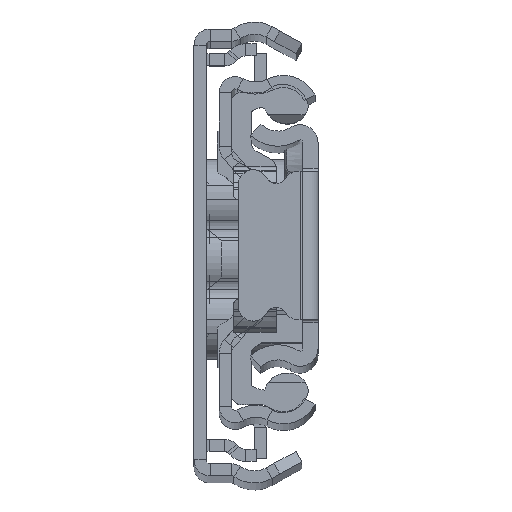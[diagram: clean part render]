
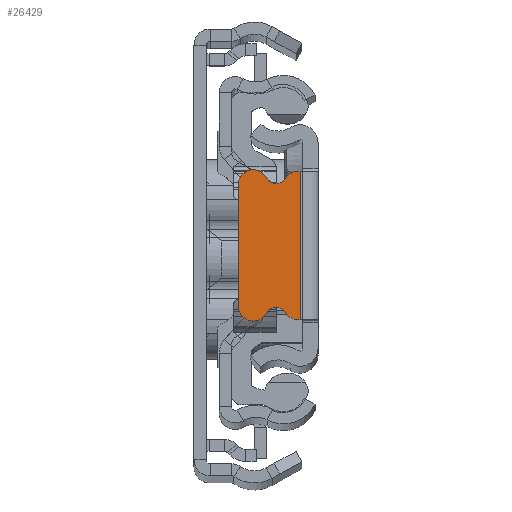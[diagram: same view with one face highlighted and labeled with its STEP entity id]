
A CAD part, top view. The second image highlights one B-rep face of the part: STEP entity #26429.
In plain terms, the highlighted planar face has unit normal (0, 0, 1).
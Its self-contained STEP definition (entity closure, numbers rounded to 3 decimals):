
#265 = CARTESIAN_POINT ( 'NONE',  ( -6.429, -6., 0. ) ) ;
#765 = VERTEX_POINT ( 'NONE', #18013 ) ;
#1453 = ORIENTED_EDGE ( 'NONE', *, *, #3274, .T. ) ;
#1896 = VERTEX_POINT ( 'NONE', #3809 ) ;
#3274 = EDGE_CURVE ( 'NONE', #25383, #1896, #6620, .T. ) ;
#3325 = DIRECTION ( 'NONE',  ( 0., 0., 1. ) ) ;
#3459 = EDGE_CURVE ( 'NONE', #21372, #25383, #9069, .T. ) ;
#3588 = DIRECTION ( 'NONE',  ( 1., 0., 0. ) ) ;
#3734 = CARTESIAN_POINT ( 'NONE',  ( -1.75, -7.37, 0. ) ) ;
#3809 = CARTESIAN_POINT ( 'NONE',  ( -7.929, 6., 0. ) ) ;
#4156 = CARTESIAN_POINT ( 'NONE',  ( -3.206, 6.658, 0. ) ) ;
#4302 = EDGE_CURVE ( 'NONE', #26446, #6731, #18970, .T. ) ;
#4485 = ORIENTED_EDGE ( 'NONE', *, *, #14798, .T. ) ;
#4507 = CARTESIAN_POINT ( 'NONE',  ( -1.75, 7.37, 0. ) ) ;
#4977 = AXIS2_PLACEMENT_3D ( 'NONE', #265, #24908, #12588 ) ;
#5400 = VECTOR ( 'NONE', #25114, 1000. ) ;
#5667 = DIRECTION ( 'NONE',  ( -1., 0., 0. ) ) ;
#6553 = CARTESIAN_POINT ( 'NONE',  ( -1.75, 0., 0. ) ) ;
#6620 = CIRCLE ( 'NONE', #22188, 1.5 ) ;
#6731 = VERTEX_POINT ( 'NONE', #7162 ) ;
#6854 = CARTESIAN_POINT ( 'NONE',  ( -4.142, -7.236, 0. ) ) ;
#7162 = CARTESIAN_POINT ( 'NONE',  ( -1.929, -7.37, 0. ) ) ;
#7175 = CIRCLE ( 'NONE', #17116, 1.5 ) ;
#7660 = PLANE ( 'NONE',  #9193 ) ;
#7668 = ORIENTED_EDGE ( 'NONE', *, *, #22610, .T. ) ;
#7750 = DIRECTION ( 'NONE',  ( 0., -1., 0. ) ) ;
#8496 = CARTESIAN_POINT ( 'NONE',  ( -3.206, -6.658, 0. ) ) ;
#9069 = CIRCLE ( 'NONE', #22036, 1.1 ) ;
#9193 = AXIS2_PLACEMENT_3D ( 'NONE', #13874, #22135, #3588 ) ;
#9415 = CARTESIAN_POINT ( 'NONE',  ( -1.929, 5.87, 0. ) ) ;
#9684 = FACE_OUTER_BOUND ( 'NONE', #19163, .T. ) ;
#10922 = EDGE_CURVE ( 'NONE', #765, #19278, #17103, .T. ) ;
#11195 = EDGE_CURVE ( 'NONE', #16148, #26446, #25393, .T. ) ;
#11578 = DIRECTION ( 'NONE',  ( -1., 0., 0. ) ) ;
#11778 = EDGE_CURVE ( 'NONE', #19278, #22395, #22421, .T. ) ;
#12253 = VERTEX_POINT ( 'NONE', #17654 ) ;
#12303 = DIRECTION ( 'NONE',  ( 1., 0., 0. ) ) ;
#12329 = CARTESIAN_POINT ( 'NONE',  ( -1.929, -7.37, 0. ) ) ;
#12581 = CARTESIAN_POINT ( 'NONE',  ( -1.929, 7.37, 0. ) ) ;
#12588 = DIRECTION ( 'NONE',  ( 1., 0., 0. ) ) ;
#12979 = DIRECTION ( 'NONE',  ( 0., 0., -1. ) ) ;
#13559 = VECTOR ( 'NONE', #7750, 1000. ) ;
#13722 = CARTESIAN_POINT ( 'NONE',  ( -7.929, -6., 0. ) ) ;
#13874 = CARTESIAN_POINT ( 'NONE',  ( 394.071, 0., 0. ) ) ;
#14684 = CARTESIAN_POINT ( 'NONE',  ( -5.109, -6.713, 0. ) ) ;
#14798 = EDGE_CURVE ( 'NONE', #22395, #6731, #7175, .T. ) ;
#14822 = VECTOR ( 'NONE', #26517, 1000. ) ;
#15620 = ORIENTED_EDGE ( 'NONE', *, *, #4302, .F. ) ;
#15975 = DIRECTION ( 'NONE',  ( 0., 0., 1. ) ) ;
#16147 = LINE ( 'NONE', #13722, #13559 ) ;
#16148 = VERTEX_POINT ( 'NONE', #4507 ) ;
#17103 = CIRCLE ( 'NONE', #4977, 1.5 ) ;
#17116 = AXIS2_PLACEMENT_3D ( 'NONE', #18263, #18405, #12303 ) ;
#17193 = ORIENTED_EDGE ( 'NONE', *, *, #11195, .F. ) ;
#17275 = ORIENTED_EDGE ( 'NONE', *, *, #19488, .T. ) ;
#17448 = CARTESIAN_POINT ( 'NONE',  ( -4.142, 7.236, 0. ) ) ;
#17512 = VECTOR ( 'NONE', #20590, 1000. ) ;
#17654 = CARTESIAN_POINT ( 'NONE',  ( -1.929, 7.37, 0. ) ) ;
#18013 = CARTESIAN_POINT ( 'NONE',  ( -7.929, -6., 0. ) ) ;
#18263 = CARTESIAN_POINT ( 'NONE',  ( -1.929, -5.87, 0. ) ) ;
#18405 = DIRECTION ( 'NONE',  ( 0., 0., 1. ) ) ;
#18834 = CARTESIAN_POINT ( 'NONE',  ( -5.109, 6.713, 0. ) ) ;
#18950 = DIRECTION ( 'NONE',  ( 1., 0., 0. ) ) ;
#18970 = LINE ( 'NONE', #12329, #17512 ) ;
#19066 = ORIENTED_EDGE ( 'NONE', *, *, #3459, .T. ) ;
#19163 = EDGE_LOOP ( 'NONE', ( #17193, #26358, #7668, #19066, #1453, #17275, #26167, #22026, #4485, #15620 ) ) ;
#19278 = VERTEX_POINT ( 'NONE', #14684 ) ;
#19488 = EDGE_CURVE ( 'NONE', #1896, #765, #16147, .T. ) ;
#20476 = AXIS2_PLACEMENT_3D ( 'NONE', #9415, #3325, #11578 ) ;
#20590 = DIRECTION ( 'NONE',  ( -1., 0., 0. ) ) ;
#20701 = LINE ( 'NONE', #12581, #14822 ) ;
#20938 = DIRECTION ( 'NONE',  ( 0., 0., -1. ) ) ;
#21372 = VERTEX_POINT ( 'NONE', #4156 ) ;
#21636 = CIRCLE ( 'NONE', #20476, 1.5 ) ;
#22026 = ORIENTED_EDGE ( 'NONE', *, *, #11778, .T. ) ;
#22036 = AXIS2_PLACEMENT_3D ( 'NONE', #17448, #12979, #18950 ) ;
#22135 = DIRECTION ( 'NONE',  ( 0., 0., 1. ) ) ;
#22188 = AXIS2_PLACEMENT_3D ( 'NONE', #26112, #15975, #5667 ) ;
#22395 = VERTEX_POINT ( 'NONE', #8496 ) ;
#22421 = CIRCLE ( 'NONE', #25881, 1.1 ) ;
#22610 = EDGE_CURVE ( 'NONE', #12253, #21372, #21636, .T. ) ;
#24908 = DIRECTION ( 'NONE',  ( 0., 0., 1. ) ) ;
#25114 = DIRECTION ( 'NONE',  ( 0., -1., 0. ) ) ;
#25130 = DIRECTION ( 'NONE',  ( -1., 0., 0. ) ) ;
#25383 = VERTEX_POINT ( 'NONE', #18834 ) ;
#25393 = LINE ( 'NONE', #6553, #5400 ) ;
#25881 = AXIS2_PLACEMENT_3D ( 'NONE', #6854, #20938, #25130 ) ;
#26112 = CARTESIAN_POINT ( 'NONE',  ( -6.429, 6., 0. ) ) ;
#26167 = ORIENTED_EDGE ( 'NONE', *, *, #10922, .T. ) ;
#26358 = ORIENTED_EDGE ( 'NONE', *, *, #26681, .F. ) ;
#26429 = ADVANCED_FACE ( 'NONE', ( #9684 ), #7660, .T. ) ;
#26446 = VERTEX_POINT ( 'NONE', #3734 ) ;
#26517 = DIRECTION ( 'NONE',  ( 1., 0., 0. ) ) ;
#26681 = EDGE_CURVE ( 'NONE', #12253, #16148, #20701, .T. ) ;
